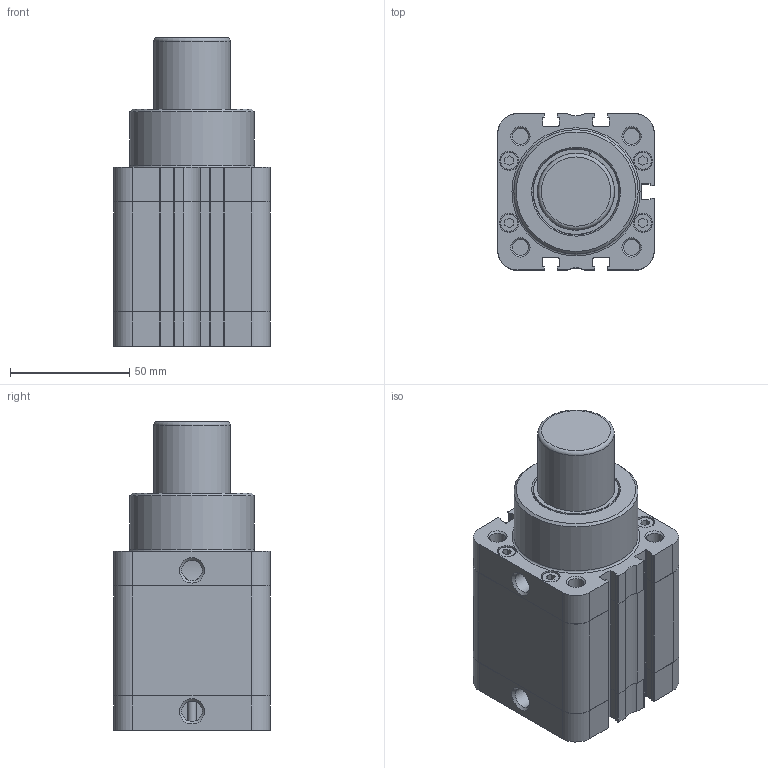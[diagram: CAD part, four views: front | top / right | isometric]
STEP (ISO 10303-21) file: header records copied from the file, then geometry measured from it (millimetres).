
FILE_DESCRIPTION((''),'2;1');
FILE_NAME('PST050.030.GS.L.stp','2014-02-20T14:24:34',('carlo.corazza'),(''),'Autodesk Inventor 2012','Autodesk Inventor 2012','');
FILE_SCHEMA(('AUTOMOTIVE_DESIGN { 1 0 10303 214 1 1 1 1 }'));
Length unit declared in the file: millimetre
Products named in the file (5): PST050.030.GS.L; TP; CORPO; STELO; TA
Assembly tree (4 placements, depth 2):
  PST050.030.GS.L
    TP
    CORPO
    STELO
    TA
Bounding box: 65.5 x 65.5 x 129.3 mm (x, y, z)
Volume: 287760.8 mm3; surface area: 73611.5 mm2
Topology: 4 solids, 13 shells, 496 faces, 1280 edges, 834 vertices
Faces by surface type: plane 242, cylinder 190, cone 45, torus 19
Full cylindrical faces by diameter (mm): 3.5 x1, 5.9 x8, 6.647 x9, 7.5 x8, 8 x8, 8.566 x2, 10.5 x4, 12 x1, 16 x1, 32 x1, 34 x2, 36 x1, 37.5 x1, 50 x1, 52 x1
Entity records: 15208 total; most frequent: DIRECTION 2606, CARTESIAN_POINT 2586, ORIENTED_EDGE 2318, EDGE_CURVE 1159, AXIS2_PLACEMENT_3D 945, VERTEX_POINT 823, VECTOR 716, LINE 716
